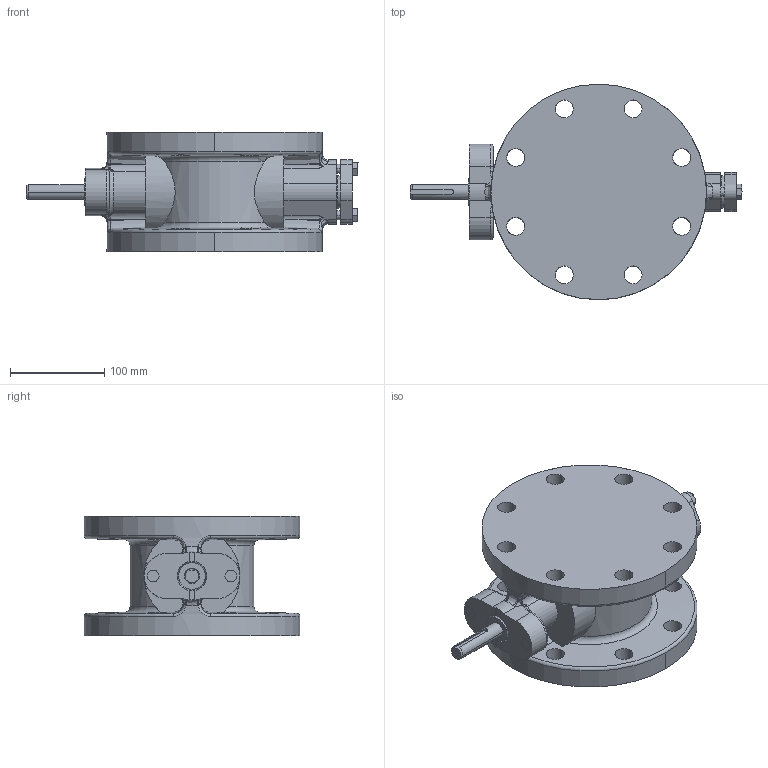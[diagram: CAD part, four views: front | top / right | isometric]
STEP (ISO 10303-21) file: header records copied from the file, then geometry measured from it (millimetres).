
FILE_DESCRIPTION((''),'2;1');
FILE_NAME('A2004_SW0001','2020-08-28T07:16:50',('tomb'),(''),'CREO PARAMETRIC BY PTC INC, 2020053','CREO PARAMETRIC BY PTC INC, 2020053','');
FILE_SCHEMA(('CONFIG_CONTROL_DESIGN'));
Length unit declared in the file: inch
Products named in the file (1): A2004_SW0001
Bounding box: 352.1 x 228.6 x 127 mm (x, y, z)
Volume: 3526905 mm3; surface area: 253984.9 mm2
Topology: 1 solids, 1 shells, 275 faces, 701 edges, 436 vertices
Faces by surface type: cylinder 95, plane 75, bspline 68, cone 21, torus 16
Entity records: 13181 total; most frequent: CARTESIAN_POINT 7029, ORIENTED_EDGE 1402, DIRECTION 1095, EDGE_CURVE 701, AXIS2_PLACEMENT_3D 446, VERTEX_POINT 436, EDGE_LOOP 319, FACE_OUTER_BOUND 275
